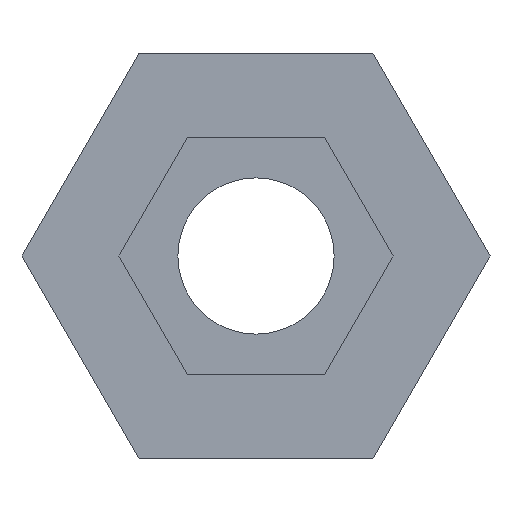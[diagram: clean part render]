
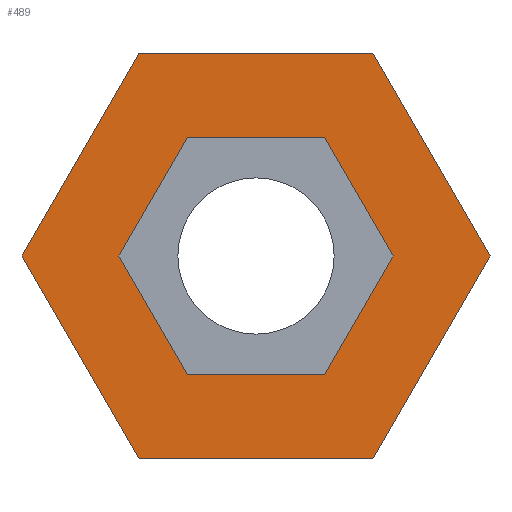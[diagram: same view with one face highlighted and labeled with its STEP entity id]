
A CAD part, front view. The second image highlights one B-rep face of the part: STEP entity #489.
In plain terms, the highlighted planar face has unit normal (0, -1, 0).
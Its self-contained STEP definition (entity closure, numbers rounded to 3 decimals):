
#3 = VECTOR ( 'NONE', #461, 1000. ) ;
#6 = VERTEX_POINT ( 'NONE', #33 ) ;
#14 = VECTOR ( 'NONE', #199, 1000. ) ;
#16 = VECTOR ( 'NONE', #258, 1000. ) ;
#21 = CARTESIAN_POINT ( 'NONE',  ( 4.041, -6., -7. ) ) ;
#27 = EDGE_CURVE ( 'NONE', #531, #434, #400, .T. ) ;
#33 = CARTESIAN_POINT ( 'NONE',  ( 8.083, -6., 0. ) ) ;
#44 = DIRECTION ( 'NONE',  ( 1., 0., 0. ) ) ;
#49 = CARTESIAN_POINT ( 'NONE',  ( 4.734, -6., 0. ) ) ;
#50 = VERTEX_POINT ( 'NONE', #49 ) ;
#55 = VECTOR ( 'NONE', #618, 1000. ) ;
#65 = EDGE_CURVE ( 'NONE', #232, #6, #240, .T. ) ;
#71 = VECTOR ( 'NONE', #126, 1000. ) ;
#78 = ORIENTED_EDGE ( 'NONE', *, *, #559, .F. ) ;
#84 = EDGE_LOOP ( 'NONE', ( #103, #517, #186, #444, #177, #482 ) ) ;
#88 = CARTESIAN_POINT ( 'NONE',  ( -2.367, -6., -4.1 ) ) ;
#90 = DIRECTION ( 'NONE',  ( -1., 0., 0. ) ) ;
#94 = EDGE_CURVE ( 'NONE', #434, #623, #387, .T. ) ;
#95 = LINE ( 'NONE', #106, #423 ) ;
#99 = ORIENTED_EDGE ( 'NONE', *, *, #27, .F. ) ;
#103 = ORIENTED_EDGE ( 'NONE', *, *, #554, .T. ) ;
#106 = CARTESIAN_POINT ( 'NONE',  ( 8.083, -6., 0. ) ) ;
#111 = CARTESIAN_POINT ( 'NONE',  ( 2.367, -6., -4.1 ) ) ;
#126 = DIRECTION ( 'NONE',  ( -0.5, 0., -0.866 ) ) ;
#132 = VECTOR ( 'NONE', #567, 1000. ) ;
#137 = LINE ( 'NONE', #472, #16 ) ;
#165 = AXIS2_PLACEMENT_3D ( 'NONE', #527, #546, #234 ) ;
#169 = DIRECTION ( 'NONE',  ( 1., 0., 0. ) ) ;
#174 = LINE ( 'NONE', #373, #383 ) ;
#177 = ORIENTED_EDGE ( 'NONE', *, *, #432, .T. ) ;
#179 = CARTESIAN_POINT ( 'NONE',  ( -4.041, -6., -7. ) ) ;
#181 = DIRECTION ( 'NONE',  ( -0.5, 0., 0.866 ) ) ;
#186 = ORIENTED_EDGE ( 'NONE', *, *, #526, .T. ) ;
#188 = CARTESIAN_POINT ( 'NONE',  ( 2.367, -6., 4.1 ) ) ;
#191 = LINE ( 'NONE', #188, #480 ) ;
#199 = DIRECTION ( 'NONE',  ( 0.5, 0., -0.866 ) ) ;
#207 = LINE ( 'NONE', #111, #55 ) ;
#232 = VERTEX_POINT ( 'NONE', #21 ) ;
#234 = DIRECTION ( 'NONE',  ( 0., 0., -1. ) ) ;
#238 = ORIENTED_EDGE ( 'NONE', *, *, #415, .F. ) ;
#240 = LINE ( 'NONE', #533, #477 ) ;
#252 = ORIENTED_EDGE ( 'NONE', *, *, #407, .F. ) ;
#258 = DIRECTION ( 'NONE',  ( -0.5, 0., -0.866 ) ) ;
#275 = LINE ( 'NONE', #605, #71 ) ;
#277 = VERTEX_POINT ( 'NONE', #358 ) ;
#287 = CARTESIAN_POINT ( 'NONE',  ( 4.041, -6., 7. ) ) ;
#288 = EDGE_LOOP ( 'NONE', ( #536, #99, #238, #78, #252, #585 ) ) ;
#293 = EDGE_CURVE ( 'NONE', #560, #534, #312, .T. ) ;
#301 = CARTESIAN_POINT ( 'NONE',  ( -4.734, -6., 0. ) ) ;
#308 = VECTOR ( 'NONE', #169, 1000. ) ;
#312 = LINE ( 'NONE', #555, #3 ) ;
#322 = VERTEX_POINT ( 'NONE', #179 ) ;
#330 = CARTESIAN_POINT ( 'NONE',  ( -4.041, -6., -7. ) ) ;
#334 = DIRECTION ( 'NONE',  ( -0.5, 0., 0.866 ) ) ;
#337 = FACE_BOUND ( 'NONE', #288, .T. ) ;
#357 = CARTESIAN_POINT ( 'NONE',  ( -4.041, -6., 7. ) ) ;
#358 = CARTESIAN_POINT ( 'NONE',  ( -8.083, -6., 0. ) ) ;
#362 = EDGE_CURVE ( 'NONE', #277, #322, #612, .T. ) ;
#364 = CARTESIAN_POINT ( 'NONE',  ( 2.367, -6., -4.1 ) ) ;
#373 = CARTESIAN_POINT ( 'NONE',  ( 4.734, -6., 0. ) ) ;
#383 = VECTOR ( 'NONE', #181, 1000. ) ;
#387 = LINE ( 'NONE', #483, #532 ) ;
#400 = LINE ( 'NONE', #301, #14 ) ;
#406 = PLANE ( 'NONE',  #165 ) ;
#407 = EDGE_CURVE ( 'NONE', #50, #539, #174, .T. ) ;
#415 = EDGE_CURVE ( 'NONE', #558, #531, #275, .T. ) ;
#423 = VECTOR ( 'NONE', #334, 1000. ) ;
#427 = CARTESIAN_POINT ( 'NONE',  ( -8.083, -6., 0. ) ) ;
#432 = EDGE_CURVE ( 'NONE', #322, #232, #570, .T. ) ;
#434 = VERTEX_POINT ( 'NONE', #88 ) ;
#436 = CARTESIAN_POINT ( 'NONE',  ( -4.734, -6., 0. ) ) ;
#444 = ORIENTED_EDGE ( 'NONE', *, *, #362, .T. ) ;
#461 = DIRECTION ( 'NONE',  ( -1., 0., 0. ) ) ;
#472 = CARTESIAN_POINT ( 'NONE',  ( -4.041, -6., 7. ) ) ;
#477 = VECTOR ( 'NONE', #586, 1000. ) ;
#480 = VECTOR ( 'NONE', #90, 1000. ) ;
#482 = ORIENTED_EDGE ( 'NONE', *, *, #65, .T. ) ;
#483 = CARTESIAN_POINT ( 'NONE',  ( -2.367, -6., -4.1 ) ) ;
#489 = ADVANCED_FACE ( 'NONE', ( #337, #622 ), #406, .T. ) ;
#517 = ORIENTED_EDGE ( 'NONE', *, *, #293, .T. ) ;
#526 = EDGE_CURVE ( 'NONE', #534, #277, #137, .T. ) ;
#527 = CARTESIAN_POINT ( 'NONE',  ( 0., -6., 0. ) ) ;
#531 = VERTEX_POINT ( 'NONE', #436 ) ;
#532 = VECTOR ( 'NONE', #44, 1000. ) ;
#533 = CARTESIAN_POINT ( 'NONE',  ( 4.041, -6., -7. ) ) ;
#534 = VERTEX_POINT ( 'NONE', #357 ) ;
#536 = ORIENTED_EDGE ( 'NONE', *, *, #94, .F. ) ;
#539 = VERTEX_POINT ( 'NONE', #548 ) ;
#544 = EDGE_CURVE ( 'NONE', #623, #50, #207, .T. ) ;
#546 = DIRECTION ( 'NONE',  ( 0., -1., 0. ) ) ;
#548 = CARTESIAN_POINT ( 'NONE',  ( 2.367, -6., 4.1 ) ) ;
#554 = EDGE_CURVE ( 'NONE', #6, #560, #95, .T. ) ;
#555 = CARTESIAN_POINT ( 'NONE',  ( 4.041, -6., 7. ) ) ;
#558 = VERTEX_POINT ( 'NONE', #626 ) ;
#559 = EDGE_CURVE ( 'NONE', #539, #558, #191, .T. ) ;
#560 = VERTEX_POINT ( 'NONE', #287 ) ;
#567 = DIRECTION ( 'NONE',  ( 0.5, 0., -0.866 ) ) ;
#570 = LINE ( 'NONE', #330, #308 ) ;
#585 = ORIENTED_EDGE ( 'NONE', *, *, #544, .F. ) ;
#586 = DIRECTION ( 'NONE',  ( 0.5, 0., 0.866 ) ) ;
#605 = CARTESIAN_POINT ( 'NONE',  ( -2.367, -6., 4.1 ) ) ;
#612 = LINE ( 'NONE', #427, #132 ) ;
#618 = DIRECTION ( 'NONE',  ( 0.5, 0., 0.866 ) ) ;
#622 = FACE_OUTER_BOUND ( 'NONE', #84, .T. ) ;
#623 = VERTEX_POINT ( 'NONE', #364 ) ;
#626 = CARTESIAN_POINT ( 'NONE',  ( -2.367, -6., 4.1 ) ) ;
